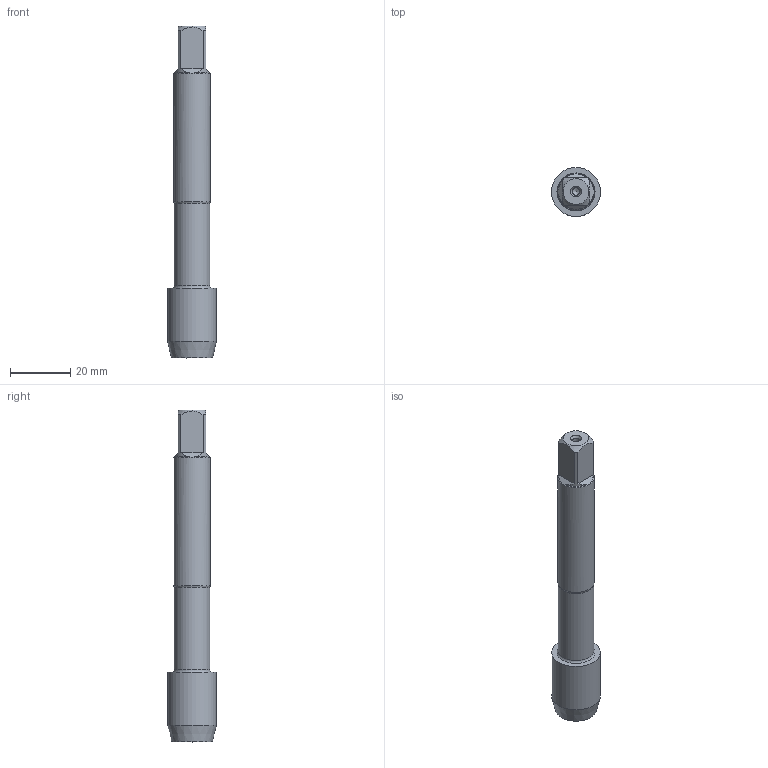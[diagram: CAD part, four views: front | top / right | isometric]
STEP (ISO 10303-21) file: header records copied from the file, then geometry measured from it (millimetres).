
FILE_DESCRIPTION(/* description */ (''),/* implementation_level */ '2;1');
FILE_NAME(/* name */ 'TOOL.STP',/* time_stamp */ '2023-04-19T07:23:55+02:00',/* author */ (''),/* organization */ ('SMS'),/* preprocessor_version */ 'ST-DEVELOPER v16.7',/* originating_system */ 'SIEMENS PLM Software NX 12.0',/* authorisation */ '');
FILE_SCHEMA (('AUTOMOTIVE_DESIGN { 1 0 10303 214 3 1 1 1 }'));
Length unit declared in the file: millimetre
Products named in the file (1): Tool
Bounding box: 16.21 x 16.21 x 110 mm (x, y, z)
Volume: 13949.8 mm3; surface area: 5010.2 mm2
Topology: 2 solids, 2 shells, 33 faces, 84 edges, 58 vertices
Faces by surface type: plane 12, cone 10, cylinder 9, torus 2
Full cylindrical faces by diameter (mm): 2.5 x2, 11.79 x1, 12.192 x1, 16.208 x1
Entity records: 1002 total; most frequent: CARTESIAN_POINT 219, DIRECTION 162, ORIENTED_EDGE 124, AXIS2_PLACEMENT_3D 75, EDGE_CURVE 62, VERTEX_POINT 48, EDGE_LOOP 46, ADVANCED_FACE 33
